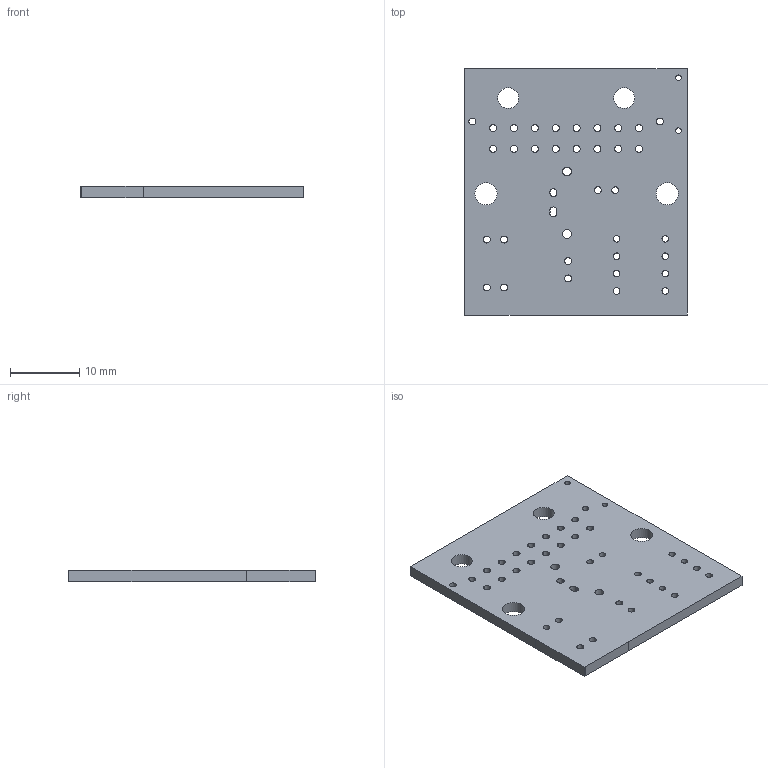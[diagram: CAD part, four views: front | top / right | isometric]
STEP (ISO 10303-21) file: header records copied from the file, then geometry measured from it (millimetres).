
FILE_DESCRIPTION(('KiCad electronic assembly'),'2;1');
FILE_NAME('carabiner.step','2020-08-03T11:11:26',('An Author'),( 'A Company'),'Open CASCADE STEP processor 7.3', 'KiCad to STEP converter','Unknown');
FILE_SCHEMA(('AUTOMOTIVE_DESIGN { 1 0 10303 214 1 1 1 1 }'));
Length unit declared in the file: millimetre
Products named in the file (2): Open CASCADE STEP translator 7.3 1; COMPOUND
Assembly tree (1 placements, depth 2):
  Open CASCADE STEP translator 7.3 1
    COMPOUND
Bounding box: 32.1 x 35.5 x 1.6 mm (x, y, z)
Volume: 1723.3 mm3; surface area: 2635.9 mm2
Topology: 1 solids, 1 shells, 77 faces, 225 edges, 150 vertices
Faces by surface type: cylinder 65, plane 12
Full cylindrical faces by diameter (mm): 0.8 x2, 0.95 x8, 1 x10, 1.27 x2, 3 x2, 3.2 x2
Entity records: 6127 total; most frequent: CARTESIAN_POINT 1724, DIRECTION 793, ORIENTED_EDGE 450, PCURVE 450, DEFINITIONAL_REPRESENTATION 450, LINE 375, VECTOR 375, EDGE_CURVE 225
